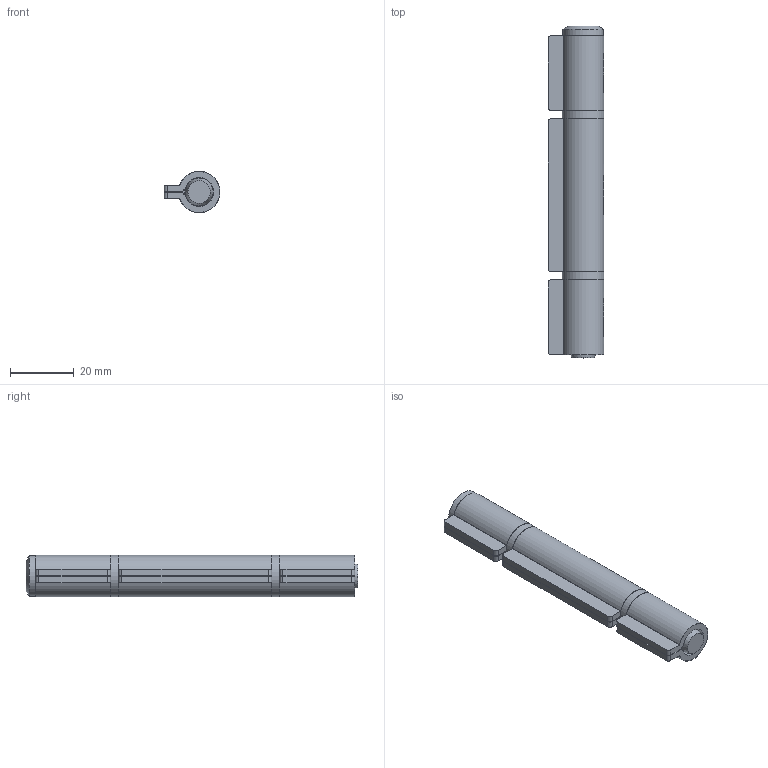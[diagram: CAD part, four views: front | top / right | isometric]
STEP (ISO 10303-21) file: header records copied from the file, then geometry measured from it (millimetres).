
FILE_DESCRIPTION(/* description */ ('CERNIERA 410Z-100'),/* implementation_level */ '2;1');
FILE_NAME(/* name */ '11605010.stp',/* time_stamp */ '2023-11-30T14:36:01+01:00',/* author */ ('gcocco'),/* organization */ (''),/* preprocessor_version */ 'ST-DEVELOPER v19.2',/* originating_system */ 'Autodesk Inventor 2023',/* authorisation */ '');
FILE_SCHEMA (('AUTOMOTIVE_DESIGN { 1 0 10303 214 3 1 1 }'));
Length unit declared in the file: millimetre
Products named in the file (5): 11605010  001; 21000805  001; 28303010  001; 28303003  001; 23000106
Assembly tree (6 placements, depth 2):
  11605010  001
    21000805  001
    23000106  x2
    28303010  001  x2
    28303003  001
Bounding box: 17.5 x 104 x 13 mm (x, y, z)
Volume: 14860 mm3; surface area: 14502.5 mm2
Topology: 6 solids, 8 shells, 551 faces, 1452 edges, 970 vertices
Faces by surface type: plane 421, cylinder 104, bspline 24, cone 2
Full cylindrical faces by diameter (mm): 8.7 x1, 9 x2, 12.7 x1, 13 x2
Entity records: 12271 total; most frequent: CARTESIAN_POINT 2761, DIRECTION 1966, ORIENTED_EDGE 1932, EDGE_CURVE 968, AXIS2_PLACEMENT_3D 683, VERTEX_POINT 646, LINE 600, VECTOR 600
